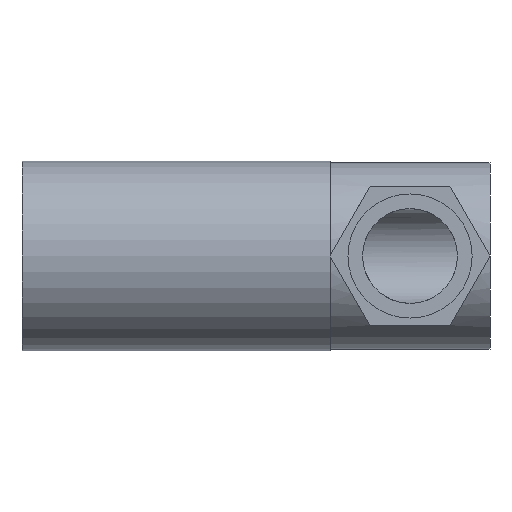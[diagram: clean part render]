
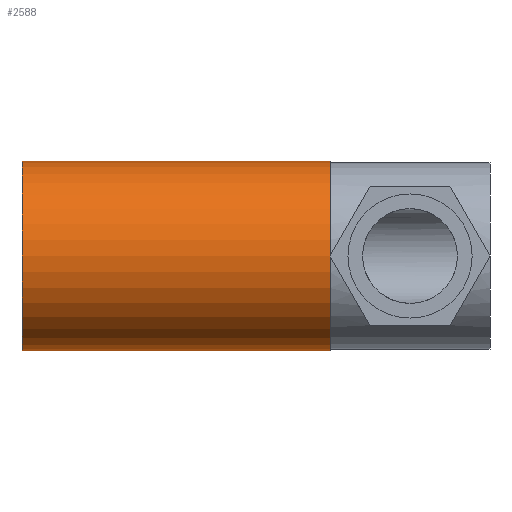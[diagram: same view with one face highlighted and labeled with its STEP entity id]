
A CAD part, front view. The second image highlights one B-rep face of the part: STEP entity #2588.
In plain terms, the highlighted cylindrical face has radius 16 mm (diameter 32 mm), a partial arc.
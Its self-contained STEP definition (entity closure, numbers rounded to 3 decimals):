
#462 = DIRECTION ( 'NONE',  ( -1., 0., 0. ) ) ;
#761 = FACE_OUTER_BOUND ( 'NONE', #8010, .T. ) ;
#891 = EDGE_CURVE ( 'NONE', #3273, #7771, #6953, .T. ) ;
#1058 = AXIS2_PLACEMENT_3D ( 'NONE', #1990, #7666, #7005 ) ;
#1081 = CARTESIAN_POINT ( 'NONE',  ( 52., 0., 0. ) ) ;
#1990 = CARTESIAN_POINT ( 'NONE',  ( 0., 0., 0. ) ) ;
#2115 = DIRECTION ( 'NONE',  ( 0., 0., 1. ) ) ;
#2581 = CARTESIAN_POINT ( 'NONE',  ( 0., 0., 16. ) ) ;
#2588 = ADVANCED_FACE ( 'NONE', ( #761 ), #7623, .T. ) ;
#2631 = VECTOR ( 'NONE', #4464, 1000. ) ;
#2684 = CARTESIAN_POINT ( 'NONE',  ( 52., 0., 16. ) ) ;
#2946 = ORIENTED_EDGE ( 'NONE', *, *, #891, .F. ) ;
#3130 = VERTEX_POINT ( 'NONE', #2684 ) ;
#3172 = ORIENTED_EDGE ( 'NONE', *, *, #3739, .T. ) ;
#3273 = VERTEX_POINT ( 'NONE', #7130 ) ;
#3396 = ORIENTED_EDGE ( 'NONE', *, *, #5050, .T. ) ;
#3739 = EDGE_CURVE ( 'NONE', #3130, #7771, #3897, .T. ) ;
#3824 = VECTOR ( 'NONE', #5296, 1000. ) ;
#3897 = LINE ( 'NONE', #2581, #2631 ) ;
#4069 = AXIS2_PLACEMENT_3D ( 'NONE', #4456, #7517, #2115 ) ;
#4456 = CARTESIAN_POINT ( 'NONE',  ( 0., 0., 0. ) ) ;
#4464 = DIRECTION ( 'NONE',  ( -1., 0., 0. ) ) ;
#4671 = CARTESIAN_POINT ( 'NONE',  ( 52., 0., -16. ) ) ;
#5050 = EDGE_CURVE ( 'NONE', #7489, #3130, #6964, .T. ) ;
#5296 = DIRECTION ( 'NONE',  ( -1., 0., 0. ) ) ;
#5889 = CARTESIAN_POINT ( 'NONE',  ( 0., 0., 16. ) ) ;
#6525 = CARTESIAN_POINT ( 'NONE',  ( 0., 0., -16. ) ) ;
#6703 = DIRECTION ( 'NONE',  ( 0., 0., 1. ) ) ;
#6953 = CIRCLE ( 'NONE', #4069, 16. ) ;
#6964 = CIRCLE ( 'NONE', #8018, 16. ) ;
#7005 = DIRECTION ( 'NONE',  ( 0., 0., 1. ) ) ;
#7102 = LINE ( 'NONE', #6525, #3824 ) ;
#7130 = CARTESIAN_POINT ( 'NONE',  ( 0., 0., -16. ) ) ;
#7489 = VERTEX_POINT ( 'NONE', #4671 ) ;
#7517 = DIRECTION ( 'NONE',  ( -1., 0., 0. ) ) ;
#7623 = CYLINDRICAL_SURFACE ( 'NONE', #1058, 16. ) ;
#7666 = DIRECTION ( 'NONE',  ( -1., 0., 0. ) ) ;
#7771 = VERTEX_POINT ( 'NONE', #5889 ) ;
#7962 = ORIENTED_EDGE ( 'NONE', *, *, #8007, .F. ) ;
#8007 = EDGE_CURVE ( 'NONE', #7489, #3273, #7102, .T. ) ;
#8010 = EDGE_LOOP ( 'NONE', ( #7962, #3396, #3172, #2946 ) ) ;
#8018 = AXIS2_PLACEMENT_3D ( 'NONE', #1081, #462, #6703 ) ;
